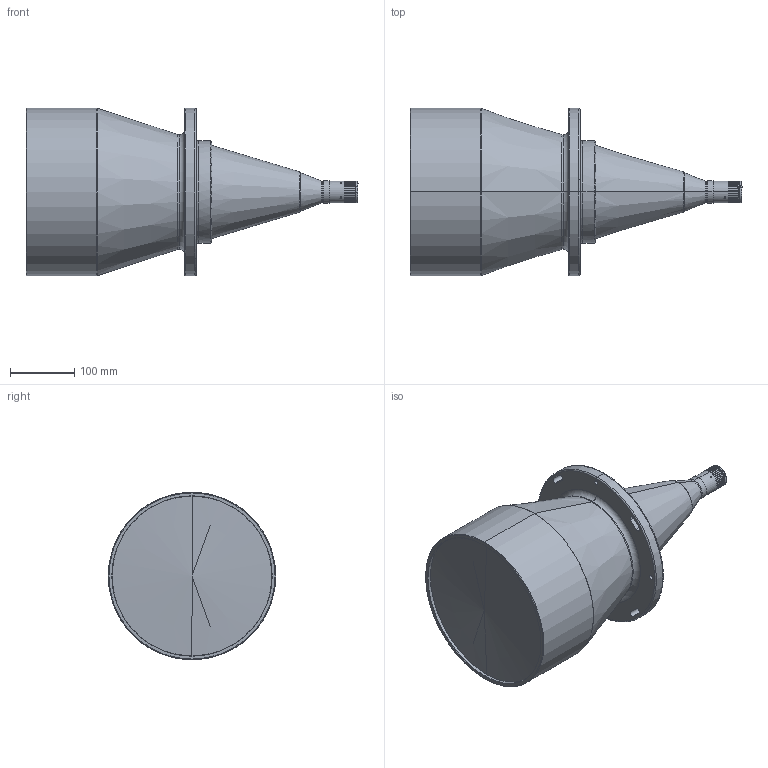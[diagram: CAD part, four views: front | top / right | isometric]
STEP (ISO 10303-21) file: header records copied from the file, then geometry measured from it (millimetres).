
FILE_DESCRIPTION (( 'STEP AP203' ), '1' );
FILE_NAME ('DTCL-216.STEP', '2019-12-02T01:43:31', ( 'Windows 蚚誧' ), ( '' ), 'SwSTEP 2.0', 'SolidWorks 2017', '' );
FILE_SCHEMA (( 'CONFIG_CONTROL_DESIGN' ));
Length unit declared in the file: millimetre
Products named in the file (1): DTCL-216
Bounding box: 515.58 x 260 x 260 mm (x, y, z)
Volume: 13474365.4 mm3; surface area: 396151.5 mm2
Topology: 5 solids, 8 shells, 182 faces, 424 edges, 268 vertices
Faces by surface type: cylinder 100, plane 34, cone 32, bspline 14, torus 2
Entity records: 5802 total; most frequent: CARTESIAN_POINT 1617, DIRECTION 918, ORIENTED_EDGE 820, EDGE_CURVE 410, AXIS2_PLACEMENT_3D 395, VERTEX_POINT 262, CIRCLE 229, EDGE_LOOP 218
